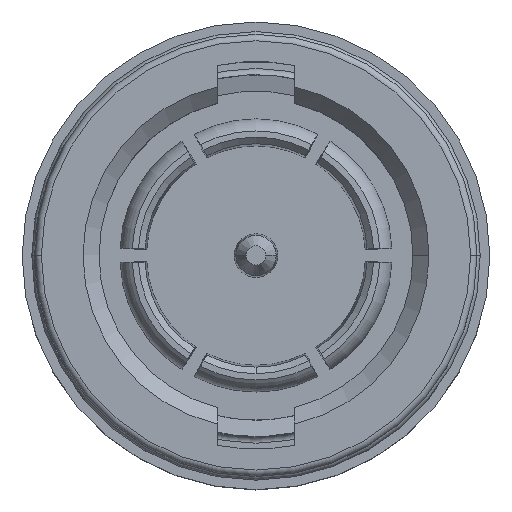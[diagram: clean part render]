
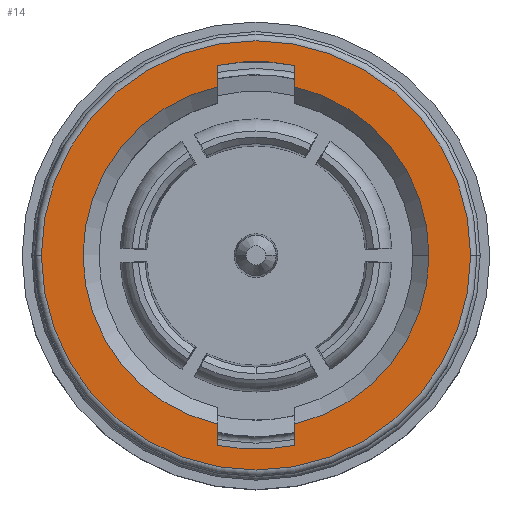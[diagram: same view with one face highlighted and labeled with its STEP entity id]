
A CAD part, top view. The second image highlights one B-rep face of the part: STEP entity #14.
In plain terms, the highlighted planar face has unit normal (0, 0, 1).
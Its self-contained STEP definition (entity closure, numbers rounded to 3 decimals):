
#14 = ADVANCED_FACE ( 'NONE', ( #4910, #8263 ), #10584, .F. ) ;
#144 = ORIENTED_EDGE ( 'NONE', *, *, #6375, .T. ) ;
#431 = CARTESIAN_POINT ( 'NONE',  ( 1.2, -5.93, 0.85 ) ) ;
#782 = LINE ( 'NONE', #8526, #7473 ) ;
#928 = EDGE_CURVE ( 'NONE', #10040, #8598, #12868, .T. ) ;
#947 = CARTESIAN_POINT ( 'NONE',  ( 1.2, 5.265, 0.85 ) ) ;
#1174 = EDGE_CURVE ( 'NONE', #11603, #10040, #6614, .T. ) ;
#1303 = AXIS2_PLACEMENT_3D ( 'NONE', #11469, #3488, #12857 ) ;
#1663 = EDGE_CURVE ( 'NONE', #13535, #8778, #9092, .T. ) ;
#1859 = CIRCLE ( 'NONE', #7151, 6.05 ) ;
#2071 = DIRECTION ( 'NONE',  ( 0., -1., 0. ) ) ;
#2137 = ORIENTED_EDGE ( 'NONE', *, *, #1663, .F. ) ;
#2274 = CARTESIAN_POINT ( 'NONE',  ( 1.2, 4.751, 0.85 ) ) ;
#2372 = AXIS2_PLACEMENT_3D ( 'NONE', #4502, #13806, #5851 ) ;
#3449 = CARTESIAN_POINT ( 'NONE',  ( -1.2, -4.751, 0.85 ) ) ;
#3488 = DIRECTION ( 'NONE',  ( 0., 0., 1. ) ) ;
#3546 = CARTESIAN_POINT ( 'NONE',  ( 1.2, -4.751, 0.85 ) ) ;
#3646 = CIRCLE ( 'NONE', #3808, 5.4 ) ;
#3808 = AXIS2_PLACEMENT_3D ( 'NONE', #12422, #4453, #13761 ) ;
#3883 = DIRECTION ( 'NONE',  ( -1., 0., 0. ) ) ;
#3933 = ORIENTED_EDGE ( 'NONE', *, *, #14895, .F. ) ;
#4453 = DIRECTION ( 'NONE',  ( 0., 0., 1. ) ) ;
#4502 = CARTESIAN_POINT ( 'NONE',  ( 0., 0., 0.85 ) ) ;
#4586 = CARTESIAN_POINT ( 'NONE',  ( 6.7, 0., 0.85 ) ) ;
#4811 = CARTESIAN_POINT ( 'NONE',  ( 0., 0., 0.85 ) ) ;
#4910 = FACE_OUTER_BOUND ( 'NONE', #10322, .T. ) ;
#5248 = CARTESIAN_POINT ( 'NONE',  ( 0., 0., 0.85 ) ) ;
#5621 = DIRECTION ( 'NONE',  ( 0., 0., 1. ) ) ;
#5676 = EDGE_CURVE ( 'NONE', #8312, #15622, #3646, .T. ) ;
#5851 = DIRECTION ( 'NONE',  ( 1., 0., 0. ) ) ;
#5935 = ORIENTED_EDGE ( 'NONE', *, *, #7276, .F. ) ;
#5938 = CIRCLE ( 'NONE', #13844, 6.7 ) ;
#6163 = DIRECTION ( 'NONE',  ( -1., 0., 0. ) ) ;
#6375 = EDGE_CURVE ( 'NONE', #10992, #8579, #5938, .T. ) ;
#6614 = CIRCLE ( 'NONE', #2372, 5.4 ) ;
#6796 = CARTESIAN_POINT ( 'NONE',  ( -1.2, 5.93, 0.85 ) ) ;
#7151 = AXIS2_PLACEMENT_3D ( 'NONE', #13567, #5621, #14929 ) ;
#7204 = VERTEX_POINT ( 'NONE', #9972 ) ;
#7255 = CARTESIAN_POINT ( 'NONE',  ( -1.2, 5.265, 0.85 ) ) ;
#7276 = EDGE_CURVE ( 'NONE', #8778, #8312, #10670, .T. ) ;
#7449 = CARTESIAN_POINT ( 'NONE',  ( 0., 0., 0.85 ) ) ;
#7473 = VECTOR ( 'NONE', #11253, 1000. ) ;
#7574 = DIRECTION ( 'NONE',  ( 0., 0., 1. ) ) ;
#7712 = ORIENTED_EDGE ( 'NONE', *, *, #5676, .F. ) ;
#7896 = EDGE_LOOP ( 'NONE', ( #3933, #12155, #7712, #5935, #2137, #12203, #7973, #8162, #13378 ) ) ;
#7973 = ORIENTED_EDGE ( 'NONE', *, *, #928, .F. ) ;
#8162 = ORIENTED_EDGE ( 'NONE', *, *, #1174, .F. ) ;
#8263 = FACE_BOUND ( 'NONE', #7896, .T. ) ;
#8312 = VERTEX_POINT ( 'NONE', #9595 ) ;
#8412 = EDGE_CURVE ( 'NONE', #11925, #11603, #782, .T. ) ;
#8526 = CARTESIAN_POINT ( 'NONE',  ( -1.2, 4.751, 0.85 ) ) ;
#8579 = VERTEX_POINT ( 'NONE', #15628 ) ;
#8598 = VERTEX_POINT ( 'NONE', #14193 ) ;
#8775 = DIRECTION ( 'NONE',  ( -1., 0., 0. ) ) ;
#8778 = VERTEX_POINT ( 'NONE', #16097 ) ;
#8873 = DIRECTION ( 'NONE',  ( 0., 1., 0. ) ) ;
#9092 = LINE ( 'NONE', #3546, #15370 ) ;
#9293 = VECTOR ( 'NONE', #10245, 1000. ) ;
#9334 = CIRCLE ( 'NONE', #13878, 6.7 ) ;
#9595 = CARTESIAN_POINT ( 'NONE',  ( 5.4, 0., 0.85 ) ) ;
#9972 = CARTESIAN_POINT ( 'NONE',  ( 1.2, 5.93, 0.85 ) ) ;
#10040 = VERTEX_POINT ( 'NONE', #14190 ) ;
#10245 = DIRECTION ( 'NONE',  ( 0., 1., 0. ) ) ;
#10322 = EDGE_LOOP ( 'NONE', ( #11633, #144 ) ) ;
#10584 = PLANE ( 'NONE',  #12787 ) ;
#10670 = CIRCLE ( 'NONE', #10971, 5.4 ) ;
#10971 = AXIS2_PLACEMENT_3D ( 'NONE', #15601, #7574, #16924 ) ;
#10992 = VERTEX_POINT ( 'NONE', #4586 ) ;
#11064 = EDGE_CURVE ( 'NONE', #8579, #10992, #9334, .T. ) ;
#11253 = DIRECTION ( 'NONE',  ( 0., -1., 0. ) ) ;
#11469 = CARTESIAN_POINT ( 'NONE',  ( 0., 0., 0.85 ) ) ;
#11603 = VERTEX_POINT ( 'NONE', #7255 ) ;
#11633 = ORIENTED_EDGE ( 'NONE', *, *, #11064, .T. ) ;
#11925 = VERTEX_POINT ( 'NONE', #6796 ) ;
#12155 = ORIENTED_EDGE ( 'NONE', *, *, #17215, .F. ) ;
#12203 = ORIENTED_EDGE ( 'NONE', *, *, #15595, .F. ) ;
#12422 = CARTESIAN_POINT ( 'NONE',  ( 0., 0., 0.85 ) ) ;
#12787 = AXIS2_PLACEMENT_3D ( 'NONE', #5248, #13207, #3883 ) ;
#12857 = DIRECTION ( 'NONE',  ( 1., 0., 0. ) ) ;
#12868 = LINE ( 'NONE', #3449, #16437 ) ;
#13207 = DIRECTION ( 'NONE',  ( 0., 0., -1. ) ) ;
#13378 = ORIENTED_EDGE ( 'NONE', *, *, #8412, .F. ) ;
#13535 = VERTEX_POINT ( 'NONE', #431 ) ;
#13567 = CARTESIAN_POINT ( 'NONE',  ( 0., 0., 0.85 ) ) ;
#13704 = CIRCLE ( 'NONE', #1303, 6.05 ) ;
#13761 = DIRECTION ( 'NONE',  ( 1., 0., 0. ) ) ;
#13806 = DIRECTION ( 'NONE',  ( 0., 0., 1. ) ) ;
#13844 = AXIS2_PLACEMENT_3D ( 'NONE', #7449, #16791, #8775 ) ;
#13878 = AXIS2_PLACEMENT_3D ( 'NONE', #4811, #14128, #6163 ) ;
#14086 = LINE ( 'NONE', #2274, #9293 ) ;
#14128 = DIRECTION ( 'NONE',  ( 0., 0., 1. ) ) ;
#14190 = CARTESIAN_POINT ( 'NONE',  ( -1.2, -5.265, 0.85 ) ) ;
#14193 = CARTESIAN_POINT ( 'NONE',  ( -1.2, -5.93, 0.85 ) ) ;
#14895 = EDGE_CURVE ( 'NONE', #7204, #11925, #1859, .T. ) ;
#14929 = DIRECTION ( 'NONE',  ( -1., 0., 0. ) ) ;
#15370 = VECTOR ( 'NONE', #8873, 1000. ) ;
#15595 = EDGE_CURVE ( 'NONE', #8598, #13535, #13704, .T. ) ;
#15601 = CARTESIAN_POINT ( 'NONE',  ( 0., 0., 0.85 ) ) ;
#15622 = VERTEX_POINT ( 'NONE', #947 ) ;
#15628 = CARTESIAN_POINT ( 'NONE',  ( -6.7, 0., 0.85 ) ) ;
#16097 = CARTESIAN_POINT ( 'NONE',  ( 1.2, -5.265, 0.85 ) ) ;
#16437 = VECTOR ( 'NONE', #2071, 1000. ) ;
#16791 = DIRECTION ( 'NONE',  ( 0., 0., 1. ) ) ;
#16924 = DIRECTION ( 'NONE',  ( 1., 0., 0. ) ) ;
#17215 = EDGE_CURVE ( 'NONE', #15622, #7204, #14086, .T. ) ;
